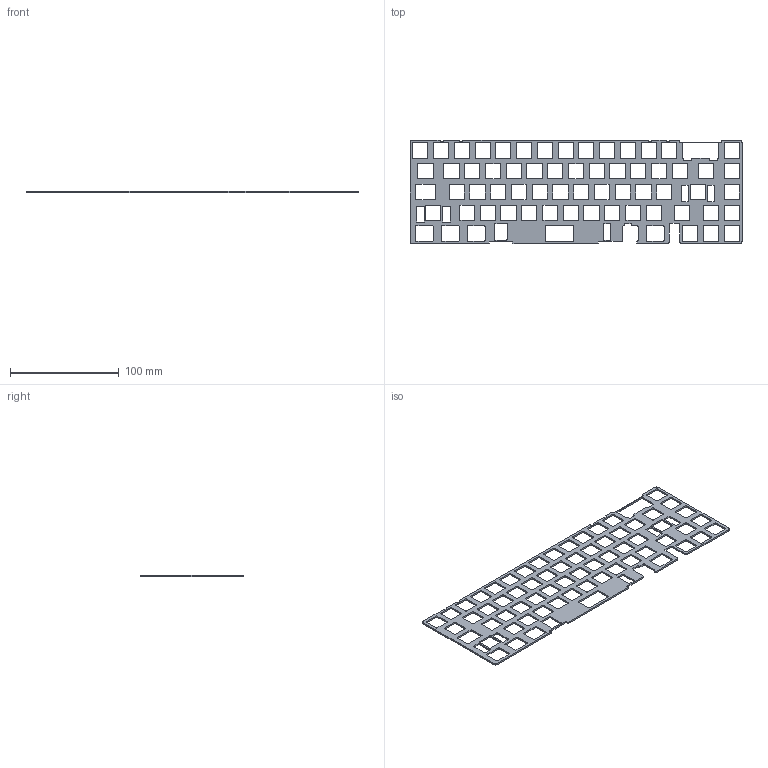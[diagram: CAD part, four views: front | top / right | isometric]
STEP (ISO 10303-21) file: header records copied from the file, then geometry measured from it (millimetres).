
FILE_DESCRIPTION(/* description */ ('STEP AP242','CAx-IF Rec.Pracs.---Representation and Presentation of Product Manufacturing Information (PMI)---4.0---2014-10-13','CAx-IF Rec.Pracs.---3D Tessellated Geometry---0.4---2014-09-14','2;1'),/* implementation_level */ '2;1');
FILE_NAME(/* name */ '622185464682da2ed24705fe',/* time_stamp */ '2022-03-04T03:19:36+00:00',/* author */ (''),/* organization */ (''),/* preprocessor_version */ 'ST-DEVELOPER v18.101',/* originating_system */ ' ',/* authorisation */ ' ');
FILE_SCHEMA (('AP242_MANAGED_MODEL_BASED_3D_ENGINEERING_MIM_LF { 1 0 10303 442 1 1 4 }'));
Length unit declared in the file: metre
Products named in the file (1): Part 1
Bounding box: 304.8 x 95.25 x 1.5 mm (x, y, z)
Volume: 21186.8 mm3; surface area: 35575.8 mm2
Topology: 1 solids, 1 shells, 678 faces, 2028 edges, 1352 vertices
Faces by surface type: cylinder 340, plane 338
Entity records: 23322 total; most frequent: DIRECTION 4066, CARTESIAN_POINT 4059, ORIENTED_EDGE 4056, EDGE_CURVE 2028, AXIS2_PLACEMENT_3D 1359, VERTEX_POINT 1352, LINE 1348, VECTOR 1348
